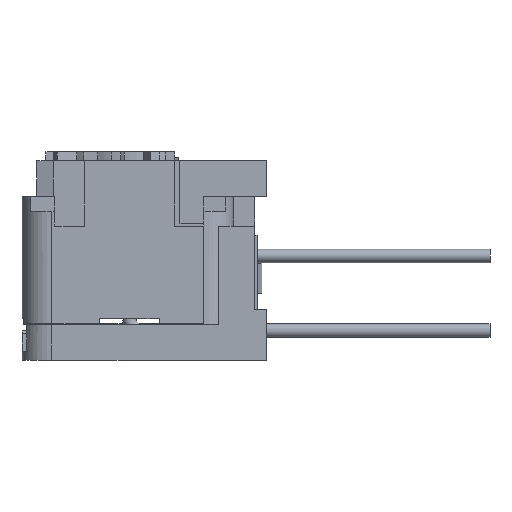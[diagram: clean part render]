
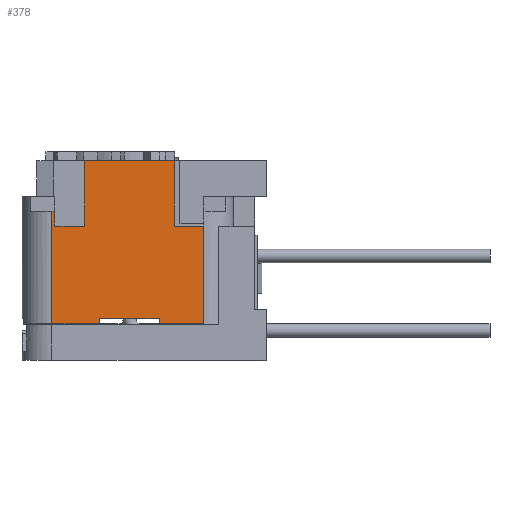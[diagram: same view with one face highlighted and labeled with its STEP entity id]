
A CAD part, left-side view. The second image highlights one B-rep face of the part: STEP entity #378.
In plain terms, the highlighted planar face has unit normal (-1, 0, 0).
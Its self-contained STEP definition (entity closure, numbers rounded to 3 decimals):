
#378 = ADVANCED_FACE( '', ( #981 ), #982, .F. );
#981 = FACE_OUTER_BOUND( '', #1837, .T. );
#982 = PLANE( '', #1838 );
#1837 = EDGE_LOOP( '', ( #2869, #2870, #2871, #2872, #2873, #2874, #2875, #2876, #2877, #2878, #2879, #2880, #2881, #2882 ) );
#1838 = AXIS2_PLACEMENT_3D( '', #2883, #2884, #2885 );
#2869 = ORIENTED_EDGE( '', *, *, #5348, .T. );
#2870 = ORIENTED_EDGE( '', *, *, #5349, .T. );
#2871 = ORIENTED_EDGE( '', *, *, #5350, .F. );
#2872 = ORIENTED_EDGE( '', *, *, #5351, .T. );
#2873 = ORIENTED_EDGE( '', *, *, #5255, .F. );
#2874 = ORIENTED_EDGE( '', *, *, #5352, .T. );
#2875 = ORIENTED_EDGE( '', *, *, #5353, .F. );
#2876 = ORIENTED_EDGE( '', *, *, #5354, .F. );
#2877 = ORIENTED_EDGE( '', *, *, #5355, .T. );
#2878 = ORIENTED_EDGE( '', *, *, #5356, .F. );
#2879 = ORIENTED_EDGE( '', *, *, #5357, .F. );
#2880 = ORIENTED_EDGE( '', *, *, #5267, .F. );
#2881 = ORIENTED_EDGE( '', *, *, #5358, .T. );
#2882 = ORIENTED_EDGE( '', *, *, #5359, .F. );
#2883 = CARTESIAN_POINT( '', ( -3.5, 2.6, 5.5 ) );
#2884 = DIRECTION( '', ( 1., 0., 0. ) );
#2885 = DIRECTION( '', ( 0., 0., -1. ) );
#5255 = EDGE_CURVE( '', #6347, #6349, #6350, .T. );
#5267 = EDGE_CURVE( '', #6369, #6370, #6371, .T. );
#5348 = EDGE_CURVE( '', #6520, #6521, #6522, .T. );
#5349 = EDGE_CURVE( '', #6521, #6523, #6524, .T. );
#5350 = EDGE_CURVE( '', #6525, #6523, #6526, .T. );
#5351 = EDGE_CURVE( '', #6525, #6349, #6527, .T. );
#5352 = EDGE_CURVE( '', #6347, #6528, #6529, .T. );
#5353 = EDGE_CURVE( '', #6530, #6528, #6531, .T. );
#5354 = EDGE_CURVE( '', #6532, #6530, #6533, .T. );
#5355 = EDGE_CURVE( '', #6532, #6534, #6535, .T. );
#5356 = EDGE_CURVE( '', #6536, #6534, #6537, .T. );
#5357 = EDGE_CURVE( '', #6370, #6536, #6538, .T. );
#5358 = EDGE_CURVE( '', #6369, #6539, #6540, .T. );
#5359 = EDGE_CURVE( '', #6520, #6539, #6541, .T. );
#6347 = VERTEX_POINT( '', #7929 );
#6349 = VERTEX_POINT( '', #7932 );
#6350 = LINE( '', #7933, #7934 );
#6369 = VERTEX_POINT( '', #7959 );
#6370 = VERTEX_POINT( '', #7960 );
#6371 = LINE( '', #7961, #7962 );
#6520 = VERTEX_POINT( '', #8156 );
#6521 = VERTEX_POINT( '', #8157 );
#6522 = LINE( '', #8158, #8159 );
#6523 = VERTEX_POINT( '', #8160 );
#6524 = LINE( '', #8161, #8162 );
#6525 = VERTEX_POINT( '', #8163 );
#6526 = LINE( '', #8164, #8165 );
#6527 = LINE( '', #8166, #8167 );
#6528 = VERTEX_POINT( '', #8168 );
#6529 = LINE( '', #8169, #8170 );
#6530 = VERTEX_POINT( '', #8171 );
#6531 = LINE( '', #8172, #8173 );
#6532 = VERTEX_POINT( '', #8174 );
#6533 = LINE( '', #8175, #8176 );
#6534 = VERTEX_POINT( '', #8177 );
#6535 = LINE( '', #8178, #8179 );
#6536 = VERTEX_POINT( '', #8180 );
#6537 = LINE( '', #8181, #8182 );
#6538 = LINE( '', #8183, #8184 );
#6539 = VERTEX_POINT( '', #8185 );
#6540 = LINE( '', #8186, #8187 );
#6541 = LINE( '', #8188, #8189 );
#7929 = CARTESIAN_POINT( '', ( -3.5, -1., 0.02 ) );
#7932 = CARTESIAN_POINT( '', ( -3.5, -1., 0.2 ) );
#7933 = CARTESIAN_POINT( '', ( -3.5, -1., 5.5 ) );
#7934 = VECTOR( '', #9877, 1000. );
#7959 = CARTESIAN_POINT( '', ( -3.5, 2.5, 3.3 ) );
#7960 = CARTESIAN_POINT( '', ( -3.5, 1.5, 3.3 ) );
#7961 = CARTESIAN_POINT( '', ( -3.5, 2.6, 3.3 ) );
#7962 = VECTOR( '', #9890, 1000. );
#8156 = CARTESIAN_POINT( '', ( -3.5, 2.6, 3.8 ) );
#8157 = CARTESIAN_POINT( '', ( -3.5, 2.6, 0.02 ) );
#8158 = CARTESIAN_POINT( '', ( -3.5, 2.6, 5.5 ) );
#8159 = VECTOR( '', #10014, 1000. );
#8160 = CARTESIAN_POINT( '', ( -3.5, 1., 0.02 ) );
#8161 = CARTESIAN_POINT( '', ( -3.5, 2.6, 0.02 ) );
#8162 = VECTOR( '', #10015, 1000. );
#8163 = CARTESIAN_POINT( '', ( -3.5, 1., 0.2 ) );
#8164 = CARTESIAN_POINT( '', ( -3.5, 1., 5.5 ) );
#8165 = VECTOR( '', #10016, 1000. );
#8166 = CARTESIAN_POINT( '', ( -3.5, 2.6, 0.2 ) );
#8167 = VECTOR( '', #10017, 1000. );
#8168 = CARTESIAN_POINT( '', ( -3.5, -2.5, 0.02 ) );
#8169 = CARTESIAN_POINT( '', ( -3.5, 2.6, 0.02 ) );
#8170 = VECTOR( '', #10018, 1000. );
#8171 = CARTESIAN_POINT( '', ( -3.5, -2.5, 3.3 ) );
#8172 = CARTESIAN_POINT( '', ( -3.5, -2.5, 5.5 ) );
#8173 = VECTOR( '', #10019, 1000. );
#8174 = CARTESIAN_POINT( '', ( -3.5, -1.5, 3.3 ) );
#8175 = CARTESIAN_POINT( '', ( -3.5, 2.6, 3.3 ) );
#8176 = VECTOR( '', #10020, 1000. );
#8177 = CARTESIAN_POINT( '', ( -3.5, -1.5, 5.5 ) );
#8178 = CARTESIAN_POINT( '', ( -3.5, -1.5, 4.3 ) );
#8179 = VECTOR( '', #10021, 1000. );
#8180 = CARTESIAN_POINT( '', ( -3.5, 1.5, 5.5 ) );
#8181 = CARTESIAN_POINT( '', ( -3.5, 2.6, 5.5 ) );
#8182 = VECTOR( '', #10022, 1000. );
#8183 = CARTESIAN_POINT( '', ( -3.5, 1.5, 4.3 ) );
#8184 = VECTOR( '', #10023, 1000. );
#8185 = CARTESIAN_POINT( '', ( -3.5, 2.5, 3.8 ) );
#8186 = CARTESIAN_POINT( '', ( -3.5, 2.5, 5.5 ) );
#8187 = VECTOR( '', #10024, 1000. );
#8188 = CARTESIAN_POINT( '', ( -3.5, 2.6, 3.8 ) );
#8189 = VECTOR( '', #10025, 1000. );
#9877 = DIRECTION( '', ( 0., 0., 1. ) );
#9890 = DIRECTION( '', ( 0., -1., 0. ) );
#10014 = DIRECTION( '', ( 0., 0., -1. ) );
#10015 = DIRECTION( '', ( 0., -1., 0. ) );
#10016 = DIRECTION( '', ( 0., 0., -1. ) );
#10017 = DIRECTION( '', ( 0., -1., 0. ) );
#10018 = DIRECTION( '', ( 0., -1., 0. ) );
#10019 = DIRECTION( '', ( 0., 0., -1. ) );
#10020 = DIRECTION( '', ( 0., -1., 0. ) );
#10021 = DIRECTION( '', ( 0., 0., 1. ) );
#10022 = DIRECTION( '', ( 0., -1., 0. ) );
#10023 = DIRECTION( '', ( 0., 0., 1. ) );
#10024 = DIRECTION( '', ( 0., 0., 1. ) );
#10025 = DIRECTION( '', ( 0., -1., 0. ) );
